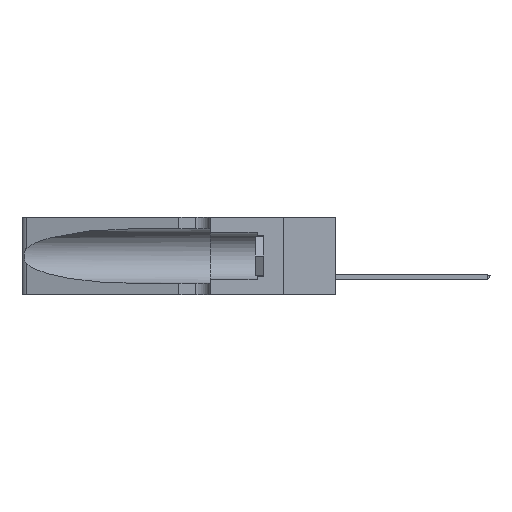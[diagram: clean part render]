
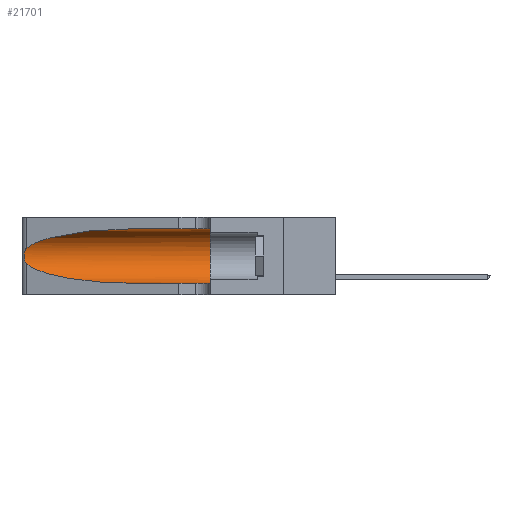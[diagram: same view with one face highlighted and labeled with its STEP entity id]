
A CAD part, left-side view. The second image highlights one B-rep face of the part: STEP entity #21701.
In plain terms, the highlighted cylindrical face has radius 3.308 mm (diameter 6.617 mm), a partial arc.
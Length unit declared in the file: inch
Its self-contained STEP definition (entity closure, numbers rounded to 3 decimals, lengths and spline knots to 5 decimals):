
#161 = CYLINDRICAL_SURFACE ( 'NONE', #9542, 0.13025 ) ;
#236 = EDGE_CURVE ( 'NONE', #4771, #9609, #8471, .T. ) ;
#588 = DIRECTION ( 'NONE',  ( 0., 0., -1. ) ) ;
#929 = VECTOR ( 'NONE', #15915, 39.37008 ) ;
#1215 = VERTEX_POINT ( 'NONE', #23363 ) ;
#2468 = CARTESIAN_POINT ( 'NONE',  ( 0.1305, 1.61858, 0.185 ) ) ;
#2512 = EDGE_CURVE ( 'NONE', #21399, #23925, #3616, .T. ) ;
#2696 = CARTESIAN_POINT ( 'NONE',  ( 0.1305, 1.61858, 0.05475 ) ) ;
#2973 = LINE ( 'NONE', #2696, #929 ) ;
#3007 = CARTESIAN_POINT ( 'NONE',  ( 0.1305, 0.72297, 0.31525 ) ) ;
#3163 = CARTESIAN_POINT ( 'NONE',  ( 0.1305, 0.72297, 0.05475 ) ) ;
#3344 = CARTESIAN_POINT ( 'NONE',  ( 0.1305, 0.72297, 0.31525 ) ) ;
#3616 =( BOUNDED_CURVE ( )  B_SPLINE_CURVE ( 3, ( #3344, #18381, #23720, #5214 ),
 .UNSPECIFIED., .F., .F. ) 
 B_SPLINE_CURVE_WITH_KNOTS ( ( 4, 4 ),
 ( 1.5708, 2.84003 ),
 .UNSPECIFIED. ) 
 CURVE ( )  GEOMETRIC_REPRESENTATION_ITEM ( )  RATIONAL_B_SPLINE_CURVE ( ( 1., 0.87, 0.87, 1. ) ) 
 REPRESENTATION_ITEM ( '' )  );
#3626 = CARTESIAN_POINT ( 'NONE',  ( 0.25487, 1.22718, 0.22369 ) ) ;
#3872 = EDGE_CURVE ( 'NONE', #1215, #9609, #2973, .T. ) ;
#4378 = ORIENTED_EDGE ( 'NONE', *, *, #13691, .F. ) ;
#4733 = CARTESIAN_POINT ( 'NONE',  ( 0.26017, 1.23833, 0.17102 ) ) ;
#4771 = VERTEX_POINT ( 'NONE', #18988 ) ;
#4846 = AXIS2_PLACEMENT_3D ( 'NONE', #19983, #10609, #14307 ) ;
#5214 = CARTESIAN_POINT ( 'NONE',  ( 0.25487, 1.22718, 0.22369 ) ) ;
#5381 = CARTESIAN_POINT ( 'NONE',  ( 0.25789, 1.23486, 0.15765 ) ) ;
#5401 =( BOUNDED_CURVE ( )  B_SPLINE_CURVE ( 3, ( #14483, #12751, #6860, #3163 ),
 .UNSPECIFIED., .F., .F. ) 
 B_SPLINE_CURVE_WITH_KNOTS ( ( 4, 4 ),
 ( 3.44316, 4.71239 ),
 .UNSPECIFIED. ) 
 CURVE ( )  GEOMETRIC_REPRESENTATION_ITEM ( )  RATIONAL_B_SPLINE_CURVE ( ( 1., 0.87, 0.87, 1. ) ) 
 REPRESENTATION_ITEM ( '' )  );
#5893 = CARTESIAN_POINT ( 'NONE',  ( 0.26018, 1.23835, 0.19895 ) ) ;
#6756 = CARTESIAN_POINT ( 'NONE',  ( 0.1305, 0.35, 0.05475 ) ) ;
#6860 = CARTESIAN_POINT ( 'NONE',  ( 0.18966, 0.96281, 0.05475 ) ) ;
#8303 = DIRECTION ( 'NONE',  ( 0., -1., 0. ) ) ;
#8359 = CARTESIAN_POINT ( 'NONE',  ( 0.25787, 1.23484, 0.2124 ) ) ;
#8370 = FACE_OUTER_BOUND ( 'NONE', #20155, .T. ) ;
#8471 = CIRCLE ( 'NONE', #4846, 0.13025 ) ;
#9223 = CARTESIAN_POINT ( 'NONE',  ( 0.25487, 1.22718, 0.14631 ) ) ;
#9542 = AXIS2_PLACEMENT_3D ( 'NONE', #2468, #8303, #588 ) ;
#9609 = VERTEX_POINT ( 'NONE', #6756 ) ;
#9886 = EDGE_CURVE ( 'NONE', #23925, #9919, #22570, .T. ) ;
#9919 = VERTEX_POINT ( 'NONE', #9223 ) ;
#10609 = DIRECTION ( 'NONE',  ( 0., 1., 0. ) ) ;
#10834 = VECTOR ( 'NONE', #23731, 39.37008 ) ;
#11540 = CARTESIAN_POINT ( 'NONE',  ( 0.26075, 1.23896, 0.19203 ) ) ;
#12751 = CARTESIAN_POINT ( 'NONE',  ( 0.2373, 1.15595, 0.08982 ) ) ;
#13078 = ORIENTED_EDGE ( 'NONE', *, *, #9886, .T. ) ;
#13319 = CARTESIAN_POINT ( 'NONE',  ( 0.25487, 1.22718, 0.22369 ) ) ;
#13691 = EDGE_CURVE ( 'NONE', #21399, #4771, #17624, .T. ) ;
#14307 = DIRECTION ( 'NONE',  ( 0., 0., 1. ) ) ;
#14437 = ORIENTED_EDGE ( 'NONE', *, *, #3872, .T. ) ;
#14483 = CARTESIAN_POINT ( 'NONE',  ( 0.25487, 1.22718, 0.14631 ) ) ;
#14500 = CARTESIAN_POINT ( 'NONE',  ( 0.25639, 1.23186, 0.15144 ) ) ;
#15915 = DIRECTION ( 'NONE',  ( 0., -1., 0. ) ) ;
#16230 = CARTESIAN_POINT ( 'NONE',  ( 0.26075, 1.23896, 0.178 ) ) ;
#16384 = CARTESIAN_POINT ( 'NONE',  ( 0.25555, 1.22993, 0.14849 ) ) ;
#17532 = ORIENTED_EDGE ( 'NONE', *, *, #2512, .T. ) ;
#17624 = LINE ( 'NONE', #21765, #10834 ) ;
#17662 = EDGE_CURVE ( 'NONE', #9919, #1215, #5401, .T. ) ;
#17783 = CARTESIAN_POINT ( 'NONE',  ( 0.25854, 1.2359, 0.20912 ) ) ;
#18381 = CARTESIAN_POINT ( 'NONE',  ( 0.18966, 0.96281, 0.31525 ) ) ;
#18708 = CARTESIAN_POINT ( 'NONE',  ( 0.25487, 1.22718, 0.14631 ) ) ;
#18988 = CARTESIAN_POINT ( 'NONE',  ( 0.1305, 0.35, 0.31525 ) ) ;
#19763 = CARTESIAN_POINT ( 'NONE',  ( 0.25856, 1.23593, 0.16098 ) ) ;
#19983 = CARTESIAN_POINT ( 'NONE',  ( 0.1305, 0.35, 0.185 ) ) ;
#20155 = EDGE_LOOP ( 'NONE', ( #17532, #13078, #23184, #14437, #20383, #4378 ) ) ;
#20383 = ORIENTED_EDGE ( 'NONE', *, *, #236, .F. ) ;
#21399 = VERTEX_POINT ( 'NONE', #3007 ) ;
#21701 = ADVANCED_FACE ( 'NONE', ( #8370 ), #161, .F. ) ;
#21765 = CARTESIAN_POINT ( 'NONE',  ( 0.1305, 1.61858, 0.31525 ) ) ;
#22570 = B_SPLINE_CURVE_WITH_KNOTS ( 'NONE', 3,
 ( #3626, #24300, #22980, #8359, #17783, #5893, #11540, #16230, #4733, #19763, #5381, #14500, #16384, #18708 ),
 .UNSPECIFIED., .F., .F.,
 ( 4, 2, 2, 2, 2, 2, 4 ),
 ( 0., 0.00027, 0.00053, 0.00107, 0.0016, 0.00187, 0.00214 ),
 .UNSPECIFIED. ) ;
#22980 = CARTESIAN_POINT ( 'NONE',  ( 0.25639, 1.23184, 0.21858 ) ) ;
#23184 = ORIENTED_EDGE ( 'NONE', *, *, #17662, .T. ) ;
#23363 = CARTESIAN_POINT ( 'NONE',  ( 0.1305, 0.72297, 0.05475 ) ) ;
#23720 = CARTESIAN_POINT ( 'NONE',  ( 0.2373, 1.15595, 0.28018 ) ) ;
#23731 = DIRECTION ( 'NONE',  ( 0., -1., 0. ) ) ;
#23925 = VERTEX_POINT ( 'NONE', #13319 ) ;
#24300 = CARTESIAN_POINT ( 'NONE',  ( 0.25555, 1.22994, 0.2215 ) ) ;
